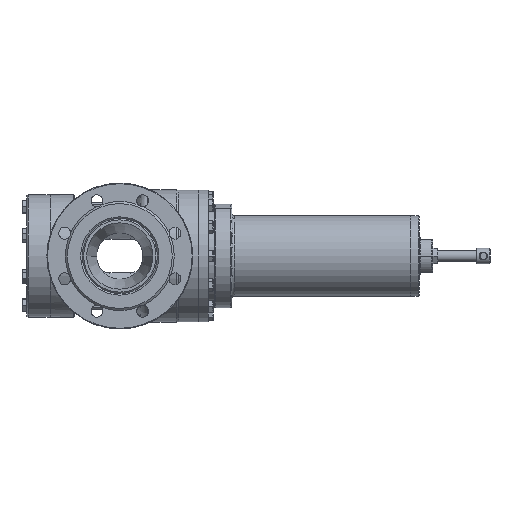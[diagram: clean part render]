
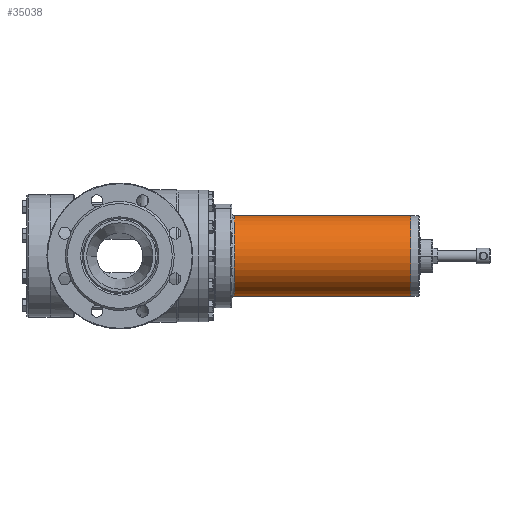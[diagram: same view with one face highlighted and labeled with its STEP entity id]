
A CAD part, left-side view. The second image highlights one B-rep face of the part: STEP entity #35038.
In plain terms, the highlighted cylindrical face has radius 60.5 mm (diameter 121 mm), a partial arc.
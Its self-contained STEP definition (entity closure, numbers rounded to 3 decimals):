
#234 = EDGE_CURVE ( 'NONE', #16938, #12939, #4132, .T. ) ;
#790 = VERTEX_POINT ( 'NONE', #5954 ) ;
#1568 = CARTESIAN_POINT ( 'NONE',  ( 0., -165.5, 60.5 ) ) ;
#1569 = CYLINDRICAL_SURFACE ( 'NONE', #34952, 60.5 ) ;
#2711 = CARTESIAN_POINT ( 'NONE',  ( 0., -438.5, 0. ) ) ;
#4132 = LINE ( 'NONE', #1568, #25968 ) ;
#4572 = LINE ( 'NONE', #22581, #26841 ) ;
#5025 = VERTEX_POINT ( 'NONE', #10113 ) ;
#5954 = CARTESIAN_POINT ( 'NONE',  ( 0., -438.5, -60.5 ) ) ;
#7253 = ORIENTED_EDGE ( 'NONE', *, *, #234, .T. ) ;
#8362 = ORIENTED_EDGE ( 'NONE', *, *, #33414, .F. ) ;
#8460 = AXIS2_PLACEMENT_3D ( 'NONE', #22399, #32933, #16896 ) ;
#9105 = CIRCLE ( 'NONE', #8460, 60.5 ) ;
#10113 = CARTESIAN_POINT ( 'NONE',  ( 0., -169.5, -60.5 ) ) ;
#10805 = DIRECTION ( 'NONE',  ( 0., 1., 0. ) ) ;
#12939 = VERTEX_POINT ( 'NONE', #28398 ) ;
#13358 = CARTESIAN_POINT ( 'NONE',  ( 0., -165.5, 0. ) ) ;
#15529 = EDGE_LOOP ( 'NONE', ( #8362, #35314, #7253, #21550 ) ) ;
#16896 = DIRECTION ( 'NONE',  ( 0., 0., -1. ) ) ;
#16938 = VERTEX_POINT ( 'NONE', #32070 ) ;
#17646 = CIRCLE ( 'NONE', #25609, 60.5 ) ;
#19968 = DIRECTION ( 'NONE',  ( 0., 1., 0. ) ) ;
#20659 = DIRECTION ( 'NONE',  ( 0., 1., 0. ) ) ;
#21550 = ORIENTED_EDGE ( 'NONE', *, *, #28415, .F. ) ;
#21604 = FACE_OUTER_BOUND ( 'NONE', #15529, .T. ) ;
#21911 = DIRECTION ( 'NONE',  ( 0., 0., 1. ) ) ;
#22399 = CARTESIAN_POINT ( 'NONE',  ( 0., -169.5, 0. ) ) ;
#22581 = CARTESIAN_POINT ( 'NONE',  ( 0., -165.5, -60.5 ) ) ;
#25609 = AXIS2_PLACEMENT_3D ( 'NONE', #2711, #10805, #21911 ) ;
#25968 = VECTOR ( 'NONE', #20659, 1000. ) ;
#26695 = EDGE_CURVE ( 'NONE', #790, #16938, #17646, .T. ) ;
#26841 = VECTOR ( 'NONE', #19968, 1000. ) ;
#28398 = CARTESIAN_POINT ( 'NONE',  ( 0., -169.5, 60.5 ) ) ;
#28415 = EDGE_CURVE ( 'NONE', #5025, #12939, #9105, .T. ) ;
#29692 = DIRECTION ( 'NONE',  ( 0., 0., 1. ) ) ;
#32070 = CARTESIAN_POINT ( 'NONE',  ( 0., -438.5, 60.5 ) ) ;
#32933 = DIRECTION ( 'NONE',  ( 0., 1., 0. ) ) ;
#33414 = EDGE_CURVE ( 'NONE', #790, #5025, #4572, .T. ) ;
#34952 = AXIS2_PLACEMENT_3D ( 'NONE', #13358, #35032, #29692 ) ;
#35032 = DIRECTION ( 'NONE',  ( 0., 1., 0. ) ) ;
#35038 = ADVANCED_FACE ( 'NONE', ( #21604 ), #1569, .T. ) ;
#35314 = ORIENTED_EDGE ( 'NONE', *, *, #26695, .T. ) ;
